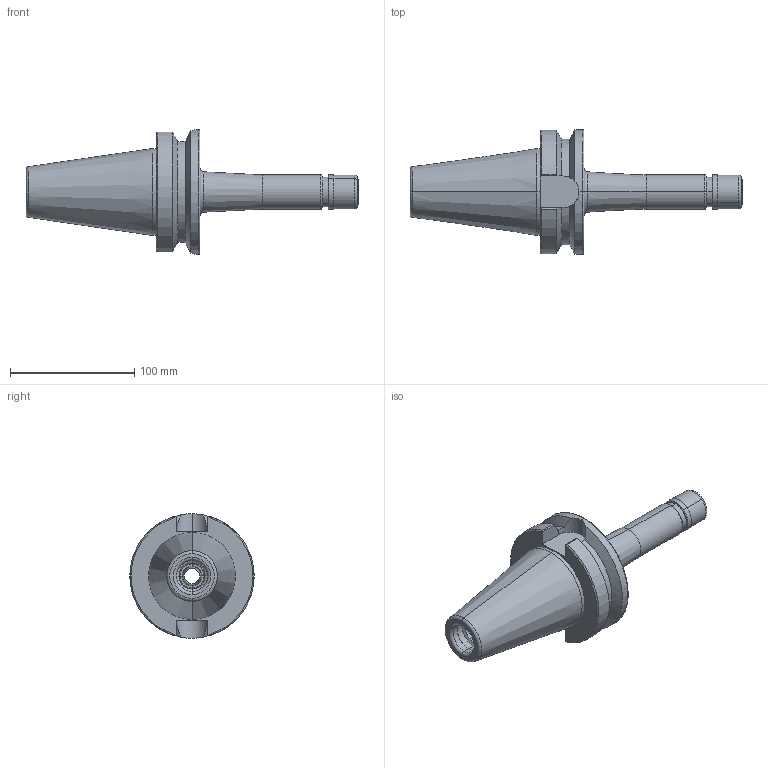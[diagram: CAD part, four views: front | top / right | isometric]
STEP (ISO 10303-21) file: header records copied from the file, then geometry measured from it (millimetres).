
FILE_DESCRIPTION (( 'STEP AP203' ), '1' );
FILE_NAME ('190-S6118-222.STEP', '2019-04-16T07:22:49', ( 'Acer' ), ( '' ), 'SwSTEP 2.0', 'SolidWorks 2018', '' );
FILE_SCHEMA (( 'CONFIG_CONTROL_DESIGN' ));
Length unit declared in the file: millimetre
Products named in the file (1): 190-S6118-222
Bounding box: 266.8 x 100 x 100 mm (x, y, z)
Surface area: 61912.7 mm2 (no closed solid volume)
Topology: 0 solids, 6 shells, 106 faces, 246 edges, 149 vertices
Faces by surface type: cylinder 39, cone 26, torus 22, plane 19
Entity records: 3208 total; most frequent: CARTESIAN_POINT 677, DIRECTION 569, ORIENTED_EDGE 468, EDGE_CURVE 246, AXIS2_PLACEMENT_3D 244, VERTEX_POINT 149, CIRCLE 137, EDGE_LOOP 115
